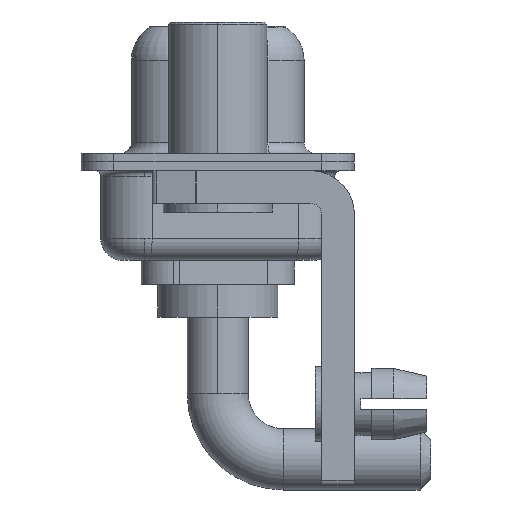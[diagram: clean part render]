
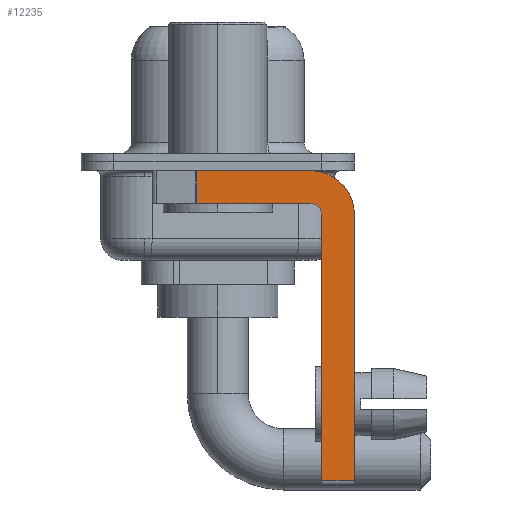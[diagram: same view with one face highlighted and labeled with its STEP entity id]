
A CAD part, left-side view. The second image highlights one B-rep face of the part: STEP entity #12235.
In plain terms, the highlighted planar face has unit normal (-1, 0, 0).
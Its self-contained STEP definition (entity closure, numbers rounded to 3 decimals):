
#60 = EDGE_CURVE ( 'NONE', #686, #11969, #9869, .T. ) ;
#86 = VECTOR ( 'NONE', #6178, 1000. ) ;
#388 = CIRCLE ( 'NONE', #2790, 0.5 ) ;
#427 = PLANE ( 'NONE',  #11025 ) ;
#686 = VERTEX_POINT ( 'NONE', #15308 ) ;
#1494 = CARTESIAN_POINT ( 'NONE',  ( -2.9, 0.978, -1.9 ) ) ;
#1704 = VERTEX_POINT ( 'NONE', #6733 ) ;
#1793 = LINE ( 'NONE', #15826, #14714 ) ;
#1988 = ORIENTED_EDGE ( 'NONE', *, *, #6149, .T. ) ;
#2010 = CARTESIAN_POINT ( 'NONE',  ( -2.9, -4.25, -0.4 ) ) ;
#2030 = DIRECTION ( 'NONE',  ( 0., 0., 1. ) ) ;
#2185 = LINE ( 'NONE', #7252, #86 ) ;
#2516 = ORIENTED_EDGE ( 'NONE', *, *, #2718, .T. ) ;
#2712 = CARTESIAN_POINT ( 'NONE',  ( -2.9, -4.75, -14.55 ) ) ;
#2718 = EDGE_CURVE ( 'NONE', #686, #3271, #6487, .T. ) ;
#2790 = AXIS2_PLACEMENT_3D ( 'NONE', #13456, #3126, #2030 ) ;
#3126 = DIRECTION ( 'NONE',  ( -1., 0., 0. ) ) ;
#3217 = CARTESIAN_POINT ( 'NONE',  ( -2.9, 0.978, -1.9 ) ) ;
#3271 = VERTEX_POINT ( 'NONE', #3217 ) ;
#3925 = CARTESIAN_POINT ( 'NONE',  ( -2.9, -4.75, -2.4 ) ) ;
#4005 = DIRECTION ( 'NONE',  ( 0., 0., -1. ) ) ;
#4265 = DIRECTION ( 'NONE',  ( 1., 0., 0. ) ) ;
#4603 = LINE ( 'NONE', #8347, #14818 ) ;
#5105 = CARTESIAN_POINT ( 'NONE',  ( -2.9, -4.25, -2.4 ) ) ;
#5140 = CARTESIAN_POINT ( 'NONE',  ( -2.9, -4.25, -1.9 ) ) ;
#5353 = DIRECTION ( 'NONE',  ( 0., 0., -1. ) ) ;
#5405 = EDGE_CURVE ( 'NONE', #11705, #10706, #2185, .T. ) ;
#5533 = EDGE_CURVE ( 'NONE', #11969, #15813, #11250, .T. ) ;
#5791 = CARTESIAN_POINT ( 'NONE',  ( -2.9, 3., -0.4 ) ) ;
#6025 = VECTOR ( 'NONE', #16315, 1000. ) ;
#6149 = EDGE_CURVE ( 'NONE', #11705, #12310, #1793, .T. ) ;
#6178 = DIRECTION ( 'NONE',  ( 0., 0., 1. ) ) ;
#6487 = LINE ( 'NONE', #1494, #9796 ) ;
#6523 = ORIENTED_EDGE ( 'NONE', *, *, #9464, .F. ) ;
#6733 = CARTESIAN_POINT ( 'NONE',  ( -2.9, -4.25, -1.9 ) ) ;
#7067 = EDGE_LOOP ( 'NONE', ( #13099, #2516, #12021, #9879, #8209, #1988, #6523, #14161 ) ) ;
#7252 = CARTESIAN_POINT ( 'NONE',  ( -2.9, -4.75, -14.8 ) ) ;
#7577 = EDGE_CURVE ( 'NONE', #10706, #1704, #388, .T. ) ;
#8209 = ORIENTED_EDGE ( 'NONE', *, *, #5405, .F. ) ;
#8347 = CARTESIAN_POINT ( 'NONE',  ( -2.9, -6.25, -2.4 ) ) ;
#8421 = DIRECTION ( 'NONE',  ( 0., 0., -1. ) ) ;
#8636 = EDGE_CURVE ( 'NONE', #1704, #3271, #15071, .T. ) ;
#9171 = FACE_OUTER_BOUND ( 'NONE', #7067, .T. ) ;
#9464 = EDGE_CURVE ( 'NONE', #15813, #12310, #4603, .T. ) ;
#9796 = VECTOR ( 'NONE', #4005, 1000. ) ;
#9869 = LINE ( 'NONE', #5791, #6025 ) ;
#9879 = ORIENTED_EDGE ( 'NONE', *, *, #7577, .F. ) ;
#10315 = CARTESIAN_POINT ( 'NONE',  ( -2.9, -6.25, -2.4 ) ) ;
#10501 = DIRECTION ( 'NONE',  ( 0., 0., -1. ) ) ;
#10521 = VECTOR ( 'NONE', #12577, 1000. ) ;
#10706 = VERTEX_POINT ( 'NONE', #3925 ) ;
#11025 = AXIS2_PLACEMENT_3D ( 'NONE', #14272, #4265, #10501 ) ;
#11250 = CIRCLE ( 'NONE', #13375, 2. ) ;
#11705 = VERTEX_POINT ( 'NONE', #2712 ) ;
#11969 = VERTEX_POINT ( 'NONE', #2010 ) ;
#12021 = ORIENTED_EDGE ( 'NONE', *, *, #8636, .F. ) ;
#12235 = ADVANCED_FACE ( 'NONE', ( #9171 ), #427, .F. ) ;
#12310 = VERTEX_POINT ( 'NONE', #13174 ) ;
#12577 = DIRECTION ( 'NONE',  ( 0., 1., 0. ) ) ;
#12947 = DIRECTION ( 'NONE',  ( 1., 0., 0. ) ) ;
#13099 = ORIENTED_EDGE ( 'NONE', *, *, #60, .F. ) ;
#13174 = CARTESIAN_POINT ( 'NONE',  ( -2.9, -6.25, -14.55 ) ) ;
#13375 = AXIS2_PLACEMENT_3D ( 'NONE', #5105, #12947, #5353 ) ;
#13456 = CARTESIAN_POINT ( 'NONE',  ( -2.9, -4.25, -2.4 ) ) ;
#14161 = ORIENTED_EDGE ( 'NONE', *, *, #5533, .F. ) ;
#14272 = CARTESIAN_POINT ( 'NONE',  ( -2.9, -4.25, -2.4 ) ) ;
#14714 = VECTOR ( 'NONE', #15904, 1000. ) ;
#14818 = VECTOR ( 'NONE', #8421, 1000. ) ;
#15071 = LINE ( 'NONE', #5140, #10521 ) ;
#15308 = CARTESIAN_POINT ( 'NONE',  ( -2.9, 0.978, -0.4 ) ) ;
#15813 = VERTEX_POINT ( 'NONE', #10315 ) ;
#15826 = CARTESIAN_POINT ( 'NONE',  ( -2.9, -4.25, -14.55 ) ) ;
#15904 = DIRECTION ( 'NONE',  ( 0., -1., 0. ) ) ;
#16315 = DIRECTION ( 'NONE',  ( 0., -1., 0. ) ) ;
